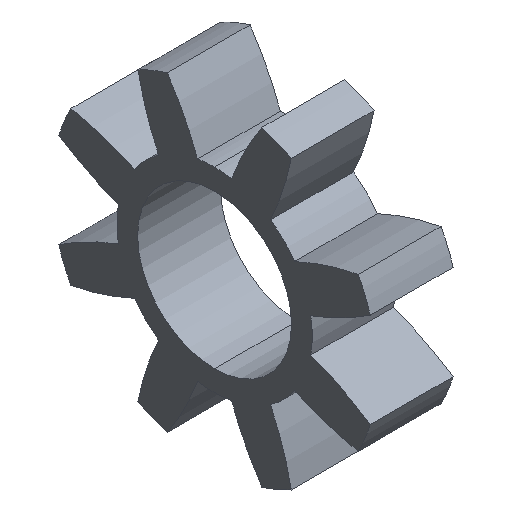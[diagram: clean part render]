
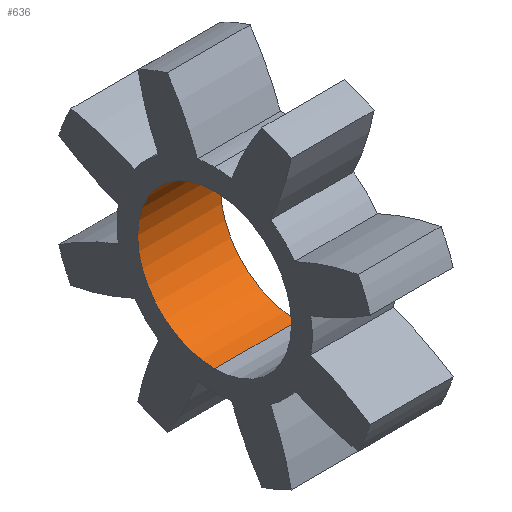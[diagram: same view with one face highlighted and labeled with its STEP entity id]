
A CAD part, isometric view. The second image highlights one B-rep face of the part: STEP entity #636.
In plain terms, the highlighted cylindrical face has radius 13 mm (diameter 26 mm), a partial arc.
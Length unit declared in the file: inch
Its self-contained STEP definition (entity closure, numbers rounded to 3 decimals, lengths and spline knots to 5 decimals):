
#82 = ORIENTED_EDGE ( 'NONE', *, *, #1318, .T. ) ;
#103 = CARTESIAN_POINT ( 'NONE',  ( 0.55118, 0., 0. ) ) ;
#177 = CARTESIAN_POINT ( 'NONE',  ( 0., 0., 0.51181 ) ) ;
#190 = VERTEX_POINT ( 'NONE', #220 ) ;
#194 = EDGE_CURVE ( 'NONE', #296, #637, #425, .T. ) ;
#220 = CARTESIAN_POINT ( 'NONE',  ( 0.55118, 0., -0.51181 ) ) ;
#287 = DIRECTION ( 'NONE',  ( 1., 0., 0. ) ) ;
#296 = VERTEX_POINT ( 'NONE', #549 ) ;
#370 = CARTESIAN_POINT ( 'NONE',  ( 0.55118, 0., 0.51181 ) ) ;
#377 = DIRECTION ( 'NONE',  ( 0., 0., -1. ) ) ;
#378 = DIRECTION ( 'NONE',  ( 1., 0., 0. ) ) ;
#391 = CARTESIAN_POINT ( 'NONE',  ( 0.55118, 0., 0. ) ) ;
#397 = EDGE_CURVE ( 'NONE', #637, #942, #793, .T. ) ;
#402 = ORIENTED_EDGE ( 'NONE', *, *, #194, .F. ) ;
#425 = CIRCLE ( 'NONE', #594, 0.51181 ) ;
#427 = EDGE_LOOP ( 'NONE', ( #686, #402, #82, #1265 ) ) ;
#471 = AXIS2_PLACEMENT_3D ( 'NONE', #391, #797, #377 ) ;
#503 = DIRECTION ( 'NONE',  ( 0., 0., -1. ) ) ;
#549 = CARTESIAN_POINT ( 'NONE',  ( 0., 0., -0.51181 ) ) ;
#552 = CARTESIAN_POINT ( 'NONE',  ( 0.55118, 0., 0.51181 ) ) ;
#569 = CIRCLE ( 'NONE', #1326, 0.51181 ) ;
#594 = AXIS2_PLACEMENT_3D ( 'NONE', #620, #1155, #719 ) ;
#620 = CARTESIAN_POINT ( 'NONE',  ( 0., 0., 0. ) ) ;
#633 = VECTOR ( 'NONE', #716, 39.37008 ) ;
#636 = ADVANCED_FACE ( 'NONE', ( #1320 ), #1197, .F. ) ;
#637 = VERTEX_POINT ( 'NONE', #177 ) ;
#686 = ORIENTED_EDGE ( 'NONE', *, *, #397, .F. ) ;
#709 = CARTESIAN_POINT ( 'NONE',  ( 0.55118, 0., -0.51181 ) ) ;
#716 = DIRECTION ( 'NONE',  ( 1., 0., 0. ) ) ;
#719 = DIRECTION ( 'NONE',  ( 0., 0., -1. ) ) ;
#793 = LINE ( 'NONE', #370, #1159 ) ;
#797 = DIRECTION ( 'NONE',  ( 1., 0., 0. ) ) ;
#817 = LINE ( 'NONE', #709, #633 ) ;
#942 = VERTEX_POINT ( 'NONE', #552 ) ;
#1155 = DIRECTION ( 'NONE',  ( 1., 0., 0. ) ) ;
#1159 = VECTOR ( 'NONE', #378, 39.37008 ) ;
#1197 = CYLINDRICAL_SURFACE ( 'NONE', #471, 0.51181 ) ;
#1265 = ORIENTED_EDGE ( 'NONE', *, *, #1331, .T. ) ;
#1318 = EDGE_CURVE ( 'NONE', #296, #190, #817, .T. ) ;
#1320 = FACE_OUTER_BOUND ( 'NONE', #427, .T. ) ;
#1326 = AXIS2_PLACEMENT_3D ( 'NONE', #103, #287, #503 ) ;
#1331 = EDGE_CURVE ( 'NONE', #190, #942, #569, .T. ) ;
